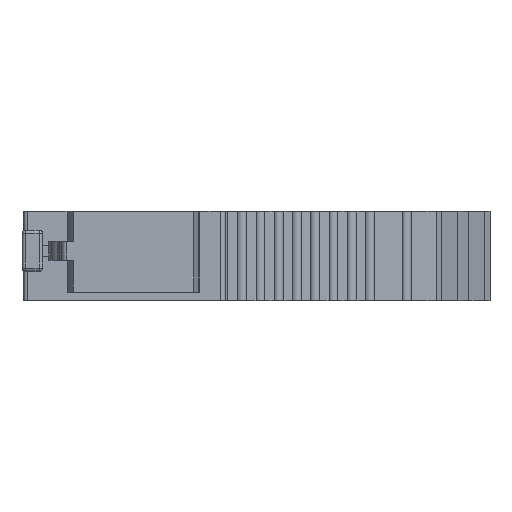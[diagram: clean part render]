
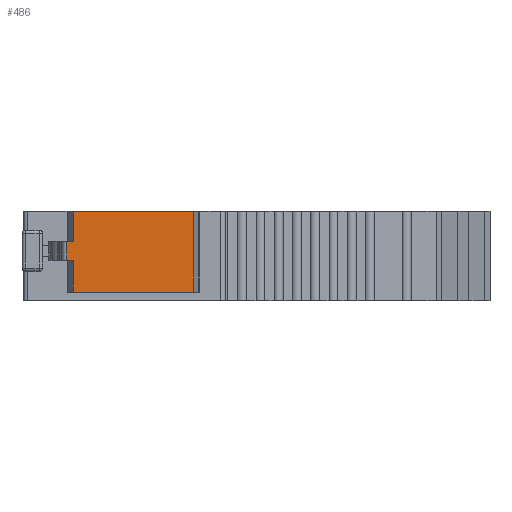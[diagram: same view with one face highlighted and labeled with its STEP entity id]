
A CAD part, front view. The second image highlights one B-rep face of the part: STEP entity #486.
In plain terms, the highlighted planar face has unit normal (0, -1, 0).
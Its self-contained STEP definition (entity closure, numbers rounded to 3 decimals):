
#92 = ORIENTED_EDGE ( 'NONE', *, *, #155, .T. ) ;
#155 = EDGE_CURVE ( 'NONE', #3337, #5015, #3724, .T. ) ;
#194 = CARTESIAN_POINT ( 'NONE',  ( 3.504, 0., 0.5 ) ) ;
#232 = EDGE_CURVE ( 'NONE', #2646, #720, #633, .T. ) ;
#257 = LINE ( 'NONE', #1574, #2205 ) ;
#359 = ORIENTED_EDGE ( 'NONE', *, *, #1931, .F. ) ;
#371 = CARTESIAN_POINT ( 'NONE',  ( -4.596, 0., 2.35 ) ) ;
#395 = ORIENTED_EDGE ( 'NONE', *, *, #3032, .T. ) ;
#436 = DIRECTION ( 'NONE',  ( 0., 0., -1. ) ) ;
#486 = ADVANCED_FACE ( 'NONE', ( #3714 ), #3605, .T. ) ;
#615 = EDGE_CURVE ( 'NONE', #1911, #3762, #2013, .T. ) ;
#633 = LINE ( 'NONE', #4187, #783 ) ;
#720 = VERTEX_POINT ( 'NONE', #5547 ) ;
#752 = VECTOR ( 'NONE', #2288, 1000. ) ;
#757 = VECTOR ( 'NONE', #3620, 1000. ) ;
#783 = VECTOR ( 'NONE', #5571, 1000. ) ;
#878 = CARTESIAN_POINT ( 'NONE',  ( -3.496, 0., 5.05 ) ) ;
#887 = CARTESIAN_POINT ( 'NONE',  ( -3.496, 0., 5.05 ) ) ;
#933 = VECTOR ( 'NONE', #1236, 1000. ) ;
#935 = CARTESIAN_POINT ( 'NONE',  ( 3.504, 0., 5.05 ) ) ;
#1236 = DIRECTION ( 'NONE',  ( -1., 0., 0. ) ) ;
#1449 = ORIENTED_EDGE ( 'NONE', *, *, #615, .T. ) ;
#1567 = ORIENTED_EDGE ( 'NONE', *, *, #232, .T. ) ;
#1574 = CARTESIAN_POINT ( 'NONE',  ( -2.359, 0., 5.2 ) ) ;
#1596 = CARTESIAN_POINT ( 'NONE',  ( -3.496, 0., 2.35 ) ) ;
#1597 = EDGE_LOOP ( 'NONE', ( #1449, #1767, #92, #5722, #395, #359, #1567, #4695 ) ) ;
#1767 = ORIENTED_EDGE ( 'NONE', *, *, #3490, .F. ) ;
#1820 = VECTOR ( 'NONE', #4175, 1000. ) ;
#1911 = VERTEX_POINT ( 'NONE', #5133 ) ;
#1916 = CARTESIAN_POINT ( 'NONE',  ( -3.496, 0., 5.2 ) ) ;
#1931 = EDGE_CURVE ( 'NONE', #2646, #5582, #257, .T. ) ;
#2010 = VERTEX_POINT ( 'NONE', #194 ) ;
#2013 = LINE ( 'NONE', #2750, #4151 ) ;
#2109 = LINE ( 'NONE', #371, #933 ) ;
#2205 = VECTOR ( 'NONE', #5204, 1000. ) ;
#2288 = DIRECTION ( 'NONE',  ( 1., 0., 0. ) ) ;
#2552 = EDGE_CURVE ( 'NONE', #5015, #2010, #4618, .T. ) ;
#2646 = VERTEX_POINT ( 'NONE', #1916 ) ;
#2750 = CARTESIAN_POINT ( 'NONE',  ( -3.864, 0., 5.05 ) ) ;
#2792 = CARTESIAN_POINT ( 'NONE',  ( -3.864, 0., 2.35 ) ) ;
#3032 = EDGE_CURVE ( 'NONE', #2010, #5582, #5134, .T. ) ;
#3102 = CARTESIAN_POINT ( 'NONE',  ( 3.504, 0., 5.2 ) ) ;
#3337 = VERTEX_POINT ( 'NONE', #1596 ) ;
#3490 = EDGE_CURVE ( 'NONE', #3337, #3762, #2109, .T. ) ;
#3588 = AXIS2_PLACEMENT_3D ( 'NONE', #878, #5839, #4064 ) ;
#3605 = PLANE ( 'NONE',  #3588 ) ;
#3620 = DIRECTION ( 'NONE',  ( 0., 0., 1. ) ) ;
#3714 = FACE_OUTER_BOUND ( 'NONE', #1597, .T. ) ;
#3718 = EDGE_CURVE ( 'NONE', #1911, #720, #4865, .T. ) ;
#3724 = LINE ( 'NONE', #887, #5569 ) ;
#3762 = VERTEX_POINT ( 'NONE', #2792 ) ;
#4064 = DIRECTION ( 'NONE',  ( 0., 0., -1. ) ) ;
#4151 = VECTOR ( 'NONE', #4984, 1000. ) ;
#4175 = DIRECTION ( 'NONE',  ( 1., 0., 0. ) ) ;
#4187 = CARTESIAN_POINT ( 'NONE',  ( -3.496, 0., 5.05 ) ) ;
#4618 = LINE ( 'NONE', #5031, #752 ) ;
#4695 = ORIENTED_EDGE ( 'NONE', *, *, #3718, .F. ) ;
#4818 = CARTESIAN_POINT ( 'NONE',  ( -3.496, 0., 0.5 ) ) ;
#4865 = LINE ( 'NONE', #5493, #1820 ) ;
#4984 = DIRECTION ( 'NONE',  ( 0., 0., -1. ) ) ;
#5015 = VERTEX_POINT ( 'NONE', #4818 ) ;
#5031 = CARTESIAN_POINT ( 'NONE',  ( -3.496, 0., 0.5 ) ) ;
#5133 = CARTESIAN_POINT ( 'NONE',  ( -3.864, 0., 3.45 ) ) ;
#5134 = LINE ( 'NONE', #935, #757 ) ;
#5204 = DIRECTION ( 'NONE',  ( 1., 0., 0. ) ) ;
#5493 = CARTESIAN_POINT ( 'NONE',  ( -4.796, 0., 3.45 ) ) ;
#5547 = CARTESIAN_POINT ( 'NONE',  ( -3.496, 0., 3.45 ) ) ;
#5569 = VECTOR ( 'NONE', #436, 1000. ) ;
#5571 = DIRECTION ( 'NONE',  ( 0., 0., -1. ) ) ;
#5582 = VERTEX_POINT ( 'NONE', #3102 ) ;
#5722 = ORIENTED_EDGE ( 'NONE', *, *, #2552, .T. ) ;
#5839 = DIRECTION ( 'NONE',  ( 0., -1., 0. ) ) ;
